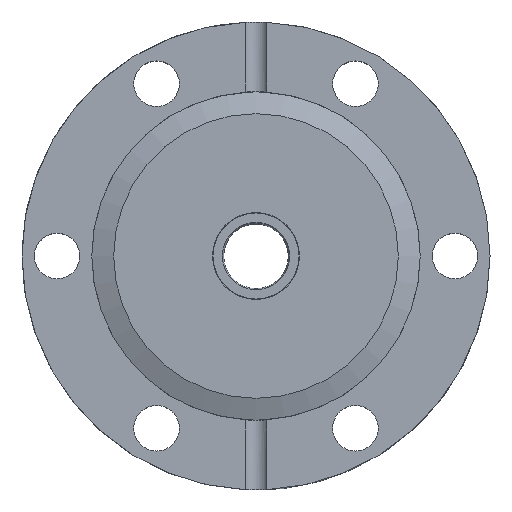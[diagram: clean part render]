
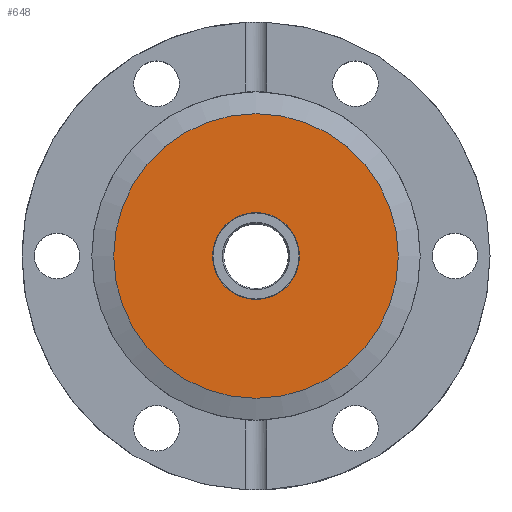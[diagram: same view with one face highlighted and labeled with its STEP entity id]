
A CAD part, top view. The second image highlights one B-rep face of the part: STEP entity #648.
In plain terms, the highlighted planar face has unit normal (0, 0, 1).
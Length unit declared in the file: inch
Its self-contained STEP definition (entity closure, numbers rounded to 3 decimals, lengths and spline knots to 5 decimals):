
#63=PLANE('',#827);
#97=FACE_BOUND('',#211,.T.);
#155=FACE_OUTER_BOUND('',#210,.T.);
#210=EDGE_LOOP('',(#513));
#211=EDGE_LOOP('',(#514));
#308=CIRCLE('',#814,0.2525);
#317=CIRCLE('',#828,0.827);
#363=VERTEX_POINT('',#1166);
#379=VERTEX_POINT('',#1260);
#424=EDGE_CURVE('',#363,#363,#308,.T.);
#443=EDGE_CURVE('',#379,#379,#317,.T.);
#513=ORIENTED_EDGE('',*,*,#443,.T.);
#514=ORIENTED_EDGE('',*,*,#424,.T.);
#648=ADVANCED_FACE('',(#155,#97),#63,.F.);
#814=AXIS2_PLACEMENT_3D('',#1167,#933,#934);
#827=AXIS2_PLACEMENT_3D('',#1259,#963,#964);
#828=AXIS2_PLACEMENT_3D('',#1261,#965,#966);
#933=DIRECTION('center_axis',(0.,0.,-1.));
#934=DIRECTION('ref_axis',(-1.,0.,0.));
#963=DIRECTION('center_axis',(0.,0.,-1.));
#964=DIRECTION('ref_axis',(-1.,0.,0.));
#965=DIRECTION('center_axis',(0.,0.,1.));
#966=DIRECTION('ref_axis',(0.,1.,0.));
#1166=CARTESIAN_POINT('',(0.2525,0.,-0.046));
#1167=CARTESIAN_POINT('Origin',(0.,0.,-0.046));
#1259=CARTESIAN_POINT('Origin',(0.,0.4135,-0.046));
#1260=CARTESIAN_POINT('',(0.,0.827,-0.046));
#1261=CARTESIAN_POINT('Origin',(0.,0.,-0.046));
